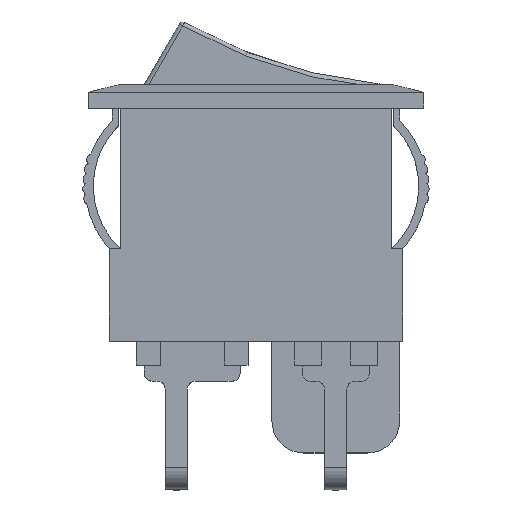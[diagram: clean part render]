
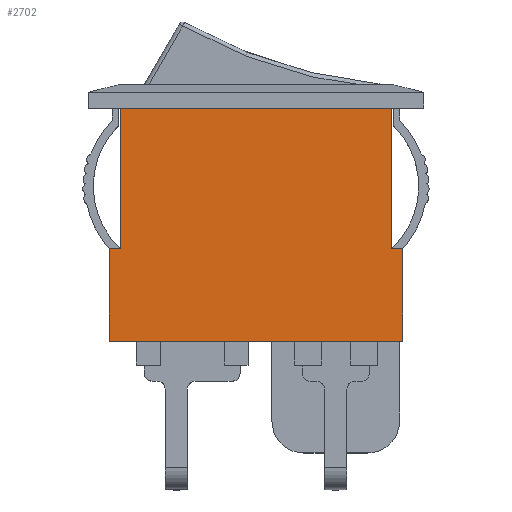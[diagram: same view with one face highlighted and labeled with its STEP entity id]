
A CAD part, top view. The second image highlights one B-rep face of the part: STEP entity #2702.
In plain terms, the highlighted planar face has unit normal (0, 0, 1).
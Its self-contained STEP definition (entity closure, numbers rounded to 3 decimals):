
#126 = FACE_OUTER_BOUND ( 'NONE', #1057, .T. ) ;
#133 = CARTESIAN_POINT ( 'NONE',  ( -8.5, 14.6, 6.45 ) ) ;
#182 = LINE ( 'NONE', #3033, #5787 ) ;
#378 = CARTESIAN_POINT ( 'NONE',  ( -8.5, 14.6, 6.45 ) ) ;
#496 = CARTESIAN_POINT ( 'NONE',  ( 8.5, 5.8, 6.45 ) ) ;
#945 = AXIS2_PLACEMENT_3D ( 'NONE', #5699, #7452, #7428 ) ;
#1057 = EDGE_LOOP ( 'NONE', ( #2797, #4279, #2169, #6830, #1304, #6822, #4506, #4467 ) ) ;
#1118 = CARTESIAN_POINT ( 'NONE',  ( -9.2, 5.8, 6.45 ) ) ;
#1213 = VERTEX_POINT ( 'NONE', #3863 ) ;
#1236 = DIRECTION ( 'NONE',  ( 1., 0., 0. ) ) ;
#1304 = ORIENTED_EDGE ( 'NONE', *, *, #3254, .T. ) ;
#1542 = VERTEX_POINT ( 'NONE', #1118 ) ;
#1606 = VERTEX_POINT ( 'NONE', #4038 ) ;
#1906 = LINE ( 'NONE', #2509, #2265 ) ;
#1995 = CARTESIAN_POINT ( 'NONE',  ( 9.2, 0., 6.45 ) ) ;
#2029 = CARTESIAN_POINT ( 'NONE',  ( -9.2, 5.8, 6.45 ) ) ;
#2109 = EDGE_CURVE ( 'NONE', #3861, #2366, #6292, .T. ) ;
#2148 = CARTESIAN_POINT ( 'NONE',  ( -9.2, 5.8, 6.45 ) ) ;
#2169 = ORIENTED_EDGE ( 'NONE', *, *, #2109, .F. ) ;
#2230 = VECTOR ( 'NONE', #6279, 1000. ) ;
#2232 = DIRECTION ( 'NONE',  ( -1., 0., 0. ) ) ;
#2265 = VECTOR ( 'NONE', #5534, 1000. ) ;
#2303 = LINE ( 'NONE', #5949, #6802 ) ;
#2366 = VERTEX_POINT ( 'NONE', #5401 ) ;
#2459 = VECTOR ( 'NONE', #5447, 1000. ) ;
#2509 = CARTESIAN_POINT ( 'NONE',  ( 9.2, 5.8, 6.45 ) ) ;
#2702 = ADVANCED_FACE ( 'NONE', ( #126 ), #4572, .T. ) ;
#2756 = LINE ( 'NONE', #2029, #3034 ) ;
#2797 = ORIENTED_EDGE ( 'NONE', *, *, #4634, .T. ) ;
#2954 = VECTOR ( 'NONE', #2232, 1000. ) ;
#3033 = CARTESIAN_POINT ( 'NONE',  ( -8.5, 0., 6.45 ) ) ;
#3034 = VECTOR ( 'NONE', #6147, 1000. ) ;
#3254 = EDGE_CURVE ( 'NONE', #5649, #6245, #5900, .T. ) ;
#3511 = EDGE_CURVE ( 'NONE', #1542, #1606, #2303, .T. ) ;
#3554 = DIRECTION ( 'NONE',  ( 1., 0., 0. ) ) ;
#3622 = EDGE_CURVE ( 'NONE', #1542, #1213, #2756, .T. ) ;
#3861 = VERTEX_POINT ( 'NONE', #496 ) ;
#3863 = CARTESIAN_POINT ( 'NONE',  ( -9.2, 0., 6.45 ) ) ;
#4038 = CARTESIAN_POINT ( 'NONE',  ( -8.5, 5.8, 6.45 ) ) ;
#4279 = ORIENTED_EDGE ( 'NONE', *, *, #4742, .F. ) ;
#4467 = ORIENTED_EDGE ( 'NONE', *, *, #3622, .T. ) ;
#4506 = ORIENTED_EDGE ( 'NONE', *, *, #3511, .F. ) ;
#4572 = PLANE ( 'NONE',  #945 ) ;
#4634 = EDGE_CURVE ( 'NONE', #1213, #7378, #182, .T. ) ;
#4742 = EDGE_CURVE ( 'NONE', #2366, #7378, #1906, .T. ) ;
#4921 = CARTESIAN_POINT ( 'NONE',  ( -8.5, 14.6, 6.45 ) ) ;
#4951 = LINE ( 'NONE', #5190, #7396 ) ;
#5190 = CARTESIAN_POINT ( 'NONE',  ( 8.5, 14.6, 6.45 ) ) ;
#5401 = CARTESIAN_POINT ( 'NONE',  ( 9.2, 5.8, 6.45 ) ) ;
#5428 = CARTESIAN_POINT ( 'NONE',  ( 8.5, 14.6, 6.45 ) ) ;
#5447 = DIRECTION ( 'NONE',  ( 0., -1., 0. ) ) ;
#5534 = DIRECTION ( 'NONE',  ( 0., -1., 0. ) ) ;
#5649 = VERTEX_POINT ( 'NONE', #5428 ) ;
#5699 = CARTESIAN_POINT ( 'NONE',  ( -8.5, 0., 6.45 ) ) ;
#5787 = VECTOR ( 'NONE', #1236, 1000. ) ;
#5837 = DIRECTION ( 'NONE',  ( 0., 1., 0. ) ) ;
#5900 = LINE ( 'NONE', #378, #2954 ) ;
#5949 = CARTESIAN_POINT ( 'NONE',  ( -9.2, 5.8, 6.45 ) ) ;
#5965 = LINE ( 'NONE', #4921, #2459 ) ;
#6147 = DIRECTION ( 'NONE',  ( 0., -1., 0. ) ) ;
#6245 = VERTEX_POINT ( 'NONE', #133 ) ;
#6279 = DIRECTION ( 'NONE',  ( 1., 0., 0. ) ) ;
#6292 = LINE ( 'NONE', #2148, #2230 ) ;
#6802 = VECTOR ( 'NONE', #3554, 1000. ) ;
#6822 = ORIENTED_EDGE ( 'NONE', *, *, #7362, .T. ) ;
#6830 = ORIENTED_EDGE ( 'NONE', *, *, #7102, .T. ) ;
#7102 = EDGE_CURVE ( 'NONE', #3861, #5649, #4951, .T. ) ;
#7362 = EDGE_CURVE ( 'NONE', #6245, #1606, #5965, .T. ) ;
#7378 = VERTEX_POINT ( 'NONE', #1995 ) ;
#7396 = VECTOR ( 'NONE', #5837, 1000. ) ;
#7428 = DIRECTION ( 'NONE',  ( 1., 0., 0. ) ) ;
#7452 = DIRECTION ( 'NONE',  ( 0., 0., 1. ) ) ;
